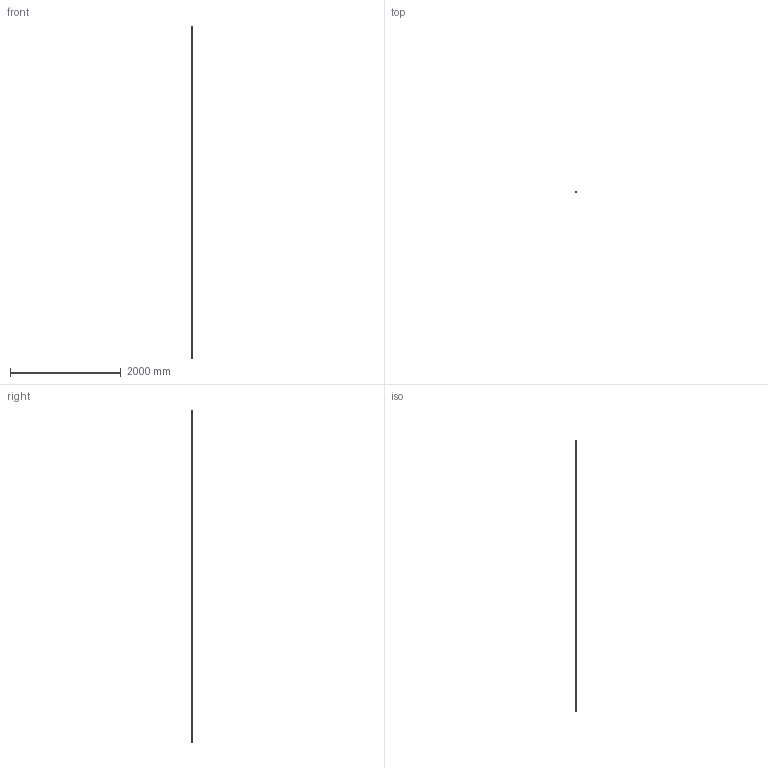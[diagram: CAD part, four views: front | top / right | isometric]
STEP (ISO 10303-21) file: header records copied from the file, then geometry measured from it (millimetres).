
FILE_DESCRIPTION (( 'STEP AP203' ), '1' );
FILE_NAME ('6000-I6000.step', '2022-04-27T14:02:25', ( '' ), ( '' ), 'SwSTEP 2.0', 'SolidWorks 2018', '' );
FILE_SCHEMA (( 'CONFIG_CONTROL_DESIGN' ));
Length unit declared in the file: millimetre
Products named in the file (1): 6000-I6000
Bounding box: 12 x 12 x 6000 mm (x, y, z)
Volume: 836885.6 mm3; surface area: 279593.8 mm2
Topology: 1 solids, 1 shells, 1065 faces, 4703 edges, 2068 vertices
Faces by surface type: torus 802, bspline 137, plane 126
Entity records: 43860 total; most frequent: CARTESIAN_POINT 14940, DIRECTION 6291, ORIENTED_EDGE 6206, EDGE_CURVE 3103, AXIS2_PLACEMENT_3D 2539, VERTEX_POINT 2068, CIRCLE 1610, VECTOR 1213
